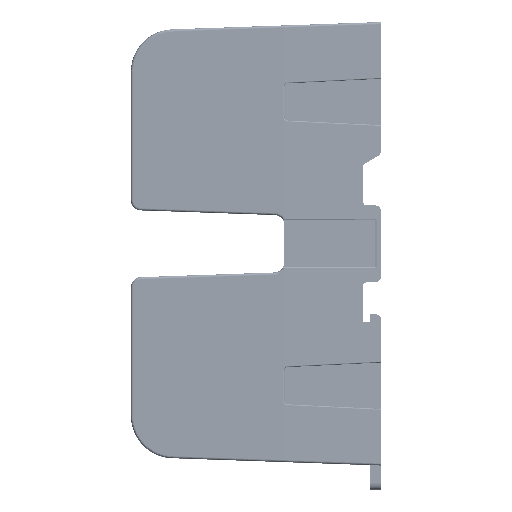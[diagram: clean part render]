
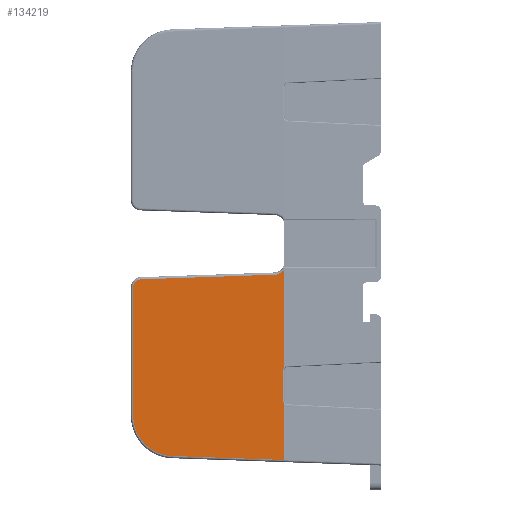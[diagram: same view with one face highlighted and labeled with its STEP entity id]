
A CAD part, left-side view. The second image highlights one B-rep face of the part: STEP entity #134219.
In plain terms, the highlighted planar face has unit normal (-1, 0.018, 0).
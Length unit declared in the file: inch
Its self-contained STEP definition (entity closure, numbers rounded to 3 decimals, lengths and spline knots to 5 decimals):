
#1926 = ORIENTED_EDGE ( 'NONE', *, *, #115410, .T. ) ;
#4530 = CARTESIAN_POINT ( 'NONE',  ( -2.39349, 0.93651, -0.27202 ) ) ;
#7170 = VERTEX_POINT ( 'NONE', #78981 ) ;
#7421 = LINE ( 'NONE', #23137, #103077 ) ;
#13692 = DIRECTION ( 'NONE',  ( 0.017, 0.999, -0.035 ) ) ;
#18835 = CARTESIAN_POINT ( 'NONE',  ( -2.39489, 0.85657, -1.40098 ) ) ;
#19144 = CARTESIAN_POINT ( 'NONE',  ( -2.395, 0.85, 1.95 ) ) ;
#20866 = CARTESIAN_POINT ( 'NONE',  ( -2.39501, 0.8493, -1.90034 ) ) ;
#22501 = CARTESIAN_POINT ( 'NONE',  ( -2.39482, 0.86017, -1.37738 ) ) ;
#23137 = CARTESIAN_POINT ( 'NONE',  ( -2.395, 0.85, 1.95 ) ) ;
#27212 = CARTESIAN_POINT ( 'NONE',  ( -2.37423, 2.03986, -1.85877 ) ) ;
#31904 = EDGE_CURVE ( 'NONE', #107530, #113817, #188581, .T. ) ;
#36854 = CARTESIAN_POINT ( 'NONE',  ( -2.39482, 0.86017, -1.38976 ) ) ;
#36995 = ORIENTED_EDGE ( 'NONE', *, *, #162617, .T. ) ;
#38971 = PLANE ( 'NONE',  #132187 ) ;
#39615 = EDGE_CURVE ( 'NONE', #207175, #82982, #205474, .T. ) ;
#39767 = CARTESIAN_POINT ( 'NONE',  ( -2.395, 0.85, 1.95 ) ) ;
#39944 = CARTESIAN_POINT ( 'NONE',  ( -2.39482, 0.86017, -1.11762 ) ) ;
#43692 =( BOUNDED_CURVE ( )  B_SPLINE_CURVE ( 3, ( #44503, #62581, #27212, #152956 ),
 .UNSPECIFIED., .F., .F. ) 
 B_SPLINE_CURVE_WITH_KNOTS ( ( 4, 4 ),
 ( 0., 1.53589 ),
 .UNSPECIFIED. ) 
 CURVE ( )  GEOMETRIC_REPRESENTATION_ITEM ( )  RATIONAL_B_SPLINE_CURVE ( ( 1., 0.813, 0.813, 1. ) ) 
 REPRESENTATION_ITEM ( '' )  );
#44503 = CARTESIAN_POINT ( 'NONE',  ( -2.37178, 2.18035, -1.51104 ) ) ;
#49213 = EDGE_LOOP ( 'NONE', ( #146270, #58164, #151863, #179103, #141004, #1926, #65840, #195528, #208435, #95937, #36995, #121566 ) ) ;
#50091 = CARTESIAN_POINT ( 'NONE',  ( -2.39465, 0.87016, -0.25386 ) ) ;
#50933 = VECTOR ( 'NONE', #13692, 39.37008 ) ;
#53096 = VECTOR ( 'NONE', #144850, 39.37008 ) ;
#53149 = CARTESIAN_POINT ( 'NONE',  ( -2.395, 0.85, -0.22483 ) ) ;
#57119 = CARTESIAN_POINT ( 'NONE',  ( -2.395, 0.85, 1.95 ) ) ;
#57817 = DIRECTION ( 'NONE',  ( 0.017, 1., 0. ) ) ;
#57992 = CARTESIAN_POINT ( 'NONE',  ( -2.39482, 0.86017, -1.10524 ) ) ;
#58164 = ORIENTED_EDGE ( 'NONE', *, *, #105938, .T. ) ;
#58502 = LINE ( 'NONE', #177100, #218641 ) ;
#61918 = CARTESIAN_POINT ( 'NONE',  ( -2.37178, 2.18035, -0.38306 ) ) ;
#62581 = CARTESIAN_POINT ( 'NONE',  ( -2.37178, 2.18035, -1.71328 ) ) ;
#64594 = VERTEX_POINT ( 'NONE', #114147 ) ;
#65503 = EDGE_CURVE ( 'NONE', #68916, #129133, #90074, .T. ) ;
#65840 = ORIENTED_EDGE ( 'NONE', *, *, #224104, .T. ) ;
#66347 = VERTEX_POINT ( 'NONE', #210454 ) ;
#68916 = VERTEX_POINT ( 'NONE', #82027 ) ;
#69531 = DIRECTION ( 'NONE',  ( 0., 0., -1. ) ) ;
#70884 = VECTOR ( 'NONE', #138578, 39.37008 ) ;
#76091 = CARTESIAN_POINT ( 'NONE',  ( -2.395, 0.85, -1.08595 ) ) ;
#78981 = CARTESIAN_POINT ( 'NONE',  ( -2.395, 0.85, -1.08595 ) ) ;
#82027 = CARTESIAN_POINT ( 'NONE',  ( -2.395, 0.85, -1.90031 ) ) ;
#82982 = VERTEX_POINT ( 'NONE', #22501 ) ;
#86904 = VERTEX_POINT ( 'NONE', #214475 ) ;
#89366 = CARTESIAN_POINT ( 'NONE',  ( -2.39349, 0.93651, -0.27202 ) ) ;
#90074 = LINE ( 'NONE', #57119, #185570 ) ;
#91056 = EDGE_CURVE ( 'NONE', #207175, #68916, #190767, .T. ) ;
#95937 = ORIENTED_EDGE ( 'NONE', *, *, #39615, .T. ) ;
#103077 = VECTOR ( 'NONE', #130052, 39.37008 ) ;
#103846 = CARTESIAN_POINT ( 'NONE',  ( -2.37776, 1.83774, -1.86582 ) ) ;
#105658 =( BOUNDED_CURVE ( )  B_SPLINE_CURVE ( 3, ( #53149, #50091, #196813, #89366 ),
 .UNSPECIFIED., .F., .F. ) 
 B_SPLINE_CURVE_WITH_KNOTS ( ( 4, 4 ),
 ( 3.74861, 4.67748 ),
 .UNSPECIFIED. ) 
 CURVE ( )  GEOMETRIC_REPRESENTATION_ITEM ( )  RATIONAL_B_SPLINE_CURVE ( ( 1., 0.929, 0.929, 1. ) ) 
 REPRESENTATION_ITEM ( '' )  );
#105938 = EDGE_CURVE ( 'NONE', #178875, #107530, #105658, .T. ) ;
#107530 = VERTEX_POINT ( 'NONE', #4530 ) ;
#108387 = CARTESIAN_POINT ( 'NONE',  ( -2.395, 0.85, -1.40905 ) ) ;
#109039 = DIRECTION ( 'NONE',  ( 0., 0., -1. ) ) ;
#113817 = VERTEX_POINT ( 'NONE', #173295 ) ;
#114147 = CARTESIAN_POINT ( 'NONE',  ( -2.37178, 2.18035, -1.51104 ) ) ;
#115410 = EDGE_CURVE ( 'NONE', #64594, #136286, #43692, .T. ) ;
#115554 = CARTESIAN_POINT ( 'NONE',  ( -2.395, 0.85, -1.40905 ) ) ;
#115760 = EDGE_CURVE ( 'NONE', #66347, #7170, #217765, .T. ) ;
#116629 = CARTESIAN_POINT ( 'NONE',  ( -2.395, 0.85, -1.90032 ) ) ;
#121390 = CARTESIAN_POINT ( 'NONE',  ( -2.39635, 0.77263, -0.2663 ) ) ;
#121566 = ORIENTED_EDGE ( 'NONE', *, *, #115760, .T. ) ;
#129133 = VERTEX_POINT ( 'NONE', #116629 ) ;
#130052 = DIRECTION ( 'NONE',  ( 0., 0., -1. ) ) ;
#132187 = AXIS2_PLACEMENT_3D ( 'NONE', #39767, #165540, #57817 ) ;
#134219 = ADVANCED_FACE ( 'NONE', ( #197806 ), #38971, .F. ) ;
#136286 = VERTEX_POINT ( 'NONE', #103846 ) ;
#138578 = DIRECTION ( 'NONE',  ( 0., 0., 1. ) ) ;
#141004 = ORIENTED_EDGE ( 'NONE', *, *, #186210, .T. ) ;
#144850 = DIRECTION ( 'NONE',  ( 0., 0., -1. ) ) ;
#146270 = ORIENTED_EDGE ( 'NONE', *, *, #222399, .F. ) ;
#146630 = VECTOR ( 'NONE', #164703, 39.37008 ) ;
#151863 = ORIENTED_EDGE ( 'NONE', *, *, #31904, .T. ) ;
#152956 = CARTESIAN_POINT ( 'NONE',  ( -2.37776, 1.83774, -1.86582 ) ) ;
#158410 = CARTESIAN_POINT ( 'NONE',  ( -2.395, 0.85, -0.22483 ) ) ;
#162617 = EDGE_CURVE ( 'NONE', #82982, #66347, #166483, .T. ) ;
#162643 = CARTESIAN_POINT ( 'NONE',  ( -2.39482, 0.86017, -1.37738 ) ) ;
#164703 = DIRECTION ( 'NONE',  ( -0.017, -0.999, -0.035 ) ) ;
#165540 = DIRECTION ( 'NONE',  ( 1., -0.017, 0. ) ) ;
#166483 = LINE ( 'NONE', #191110, #70884 ) ;
#169573 = CARTESIAN_POINT ( 'NONE',  ( -2.37178, 2.18035, -0.34318 ) ) ;
#173295 = CARTESIAN_POINT ( 'NONE',  ( -2.37296, 2.11279, -0.3131 ) ) ;
#177100 = CARTESIAN_POINT ( 'NONE',  ( -2.37178, 2.18035, 1.95 ) ) ;
#178875 = VERTEX_POINT ( 'NONE', #158410 ) ;
#179103 = ORIENTED_EDGE ( 'NONE', *, *, #206365, .T. ) ;
#183671 = CARTESIAN_POINT ( 'NONE',  ( -2.39489, 0.85657, -1.09402 ) ) ;
#185238 = CARTESIAN_POINT ( 'NONE',  ( -2.37226, 2.15265, -0.31449 ) ) ;
#185570 = VECTOR ( 'NONE', #109039, 39.37008 ) ;
#186210 = EDGE_CURVE ( 'NONE', #86904, #64594, #58502, .T. ) ;
#188581 = LINE ( 'NONE', #121390, #50933 ) ;
#190767 = LINE ( 'NONE', #19144, #53096 ) ;
#191110 = CARTESIAN_POINT ( 'NONE',  ( -2.39482, 0.86017, 1.95 ) ) ;
#195528 = ORIENTED_EDGE ( 'NONE', *, *, #65503, .F. ) ;
#196813 = CARTESIAN_POINT ( 'NONE',  ( -2.39411, 0.90119, -0.27079 ) ) ;
#197806 = FACE_OUTER_BOUND ( 'NONE', #49213, .T. ) ;
#200004 = LINE ( 'NONE', #20866, #146630 ) ;
#205474 =( BOUNDED_CURVE ( )  B_SPLINE_CURVE ( 3, ( #108387, #18835, #36854, #162643 ),
 .UNSPECIFIED., .F., .F. ) 
 B_SPLINE_CURVE_WITH_KNOTS ( ( 4, 4 ),
 ( 3.83886, 4.68771 ),
 .UNSPECIFIED. ) 
 CURVE ( )  GEOMETRIC_REPRESENTATION_ITEM ( )  RATIONAL_B_SPLINE_CURVE ( ( 1., 0.941, 0.941, 1. ) ) 
 REPRESENTATION_ITEM ( '' )  );
#206365 = EDGE_CURVE ( 'NONE', #113817, #86904, #221342, .T. ) ;
#207175 = VERTEX_POINT ( 'NONE', #115554 ) ;
#208435 = ORIENTED_EDGE ( 'NONE', *, *, #91056, .F. ) ;
#210454 = CARTESIAN_POINT ( 'NONE',  ( -2.39482, 0.86017, -1.11762 ) ) ;
#214475 = CARTESIAN_POINT ( 'NONE',  ( -2.37178, 2.18035, -0.38306 ) ) ;
#217765 =( BOUNDED_CURVE ( )  B_SPLINE_CURVE ( 3, ( #39944, #57992, #183671, #76091 ),
 .UNSPECIFIED., .F., .F. ) 
 B_SPLINE_CURVE_WITH_KNOTS ( ( 4, 4 ),
 ( 4.73707, 5.58592 ),
 .UNSPECIFIED. ) 
 CURVE ( )  GEOMETRIC_REPRESENTATION_ITEM ( )  RATIONAL_B_SPLINE_CURVE ( ( 1., 0.941, 0.941, 1. ) ) 
 REPRESENTATION_ITEM ( '' )  );
#218641 = VECTOR ( 'NONE', #69531, 39.37008 ) ;
#221342 =( BOUNDED_CURVE ( )  B_SPLINE_CURVE ( 3, ( #222800, #185238, #169573, #61918 ),
 .UNSPECIFIED., .F., .F. ) 
 B_SPLINE_CURVE_WITH_KNOTS ( ( 4, 4 ),
 ( 1.6057, 3.14159 ),
 .UNSPECIFIED. ) 
 CURVE ( )  GEOMETRIC_REPRESENTATION_ITEM ( )  RATIONAL_B_SPLINE_CURVE ( ( 1., 0.813, 0.813, 1. ) ) 
 REPRESENTATION_ITEM ( '' )  );
#222399 = EDGE_CURVE ( 'NONE', #178875, #7170, #7421, .T. ) ;
#222800 = CARTESIAN_POINT ( 'NONE',  ( -2.37296, 2.11279, -0.3131 ) ) ;
#224104 = EDGE_CURVE ( 'NONE', #136286, #129133, #200004, .T. ) ;
